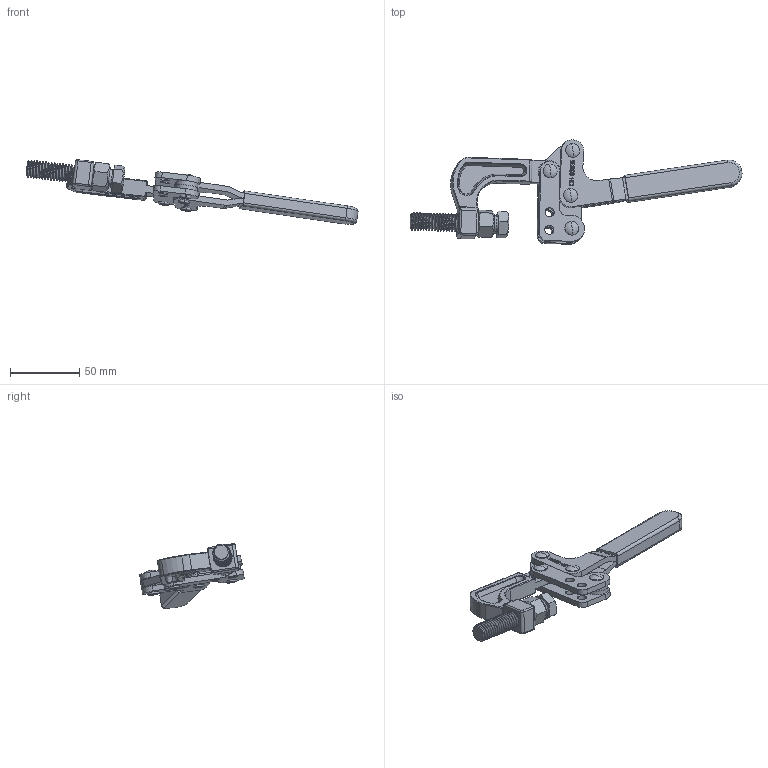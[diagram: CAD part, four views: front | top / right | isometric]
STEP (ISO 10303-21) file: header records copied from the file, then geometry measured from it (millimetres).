
FILE_DESCRIPTION (( 'STEP AP203' ), '1' );
FILE_NAME ('CH-80325.STEP', '2017-12-05T01:47:04', ( 'Windows' ), ( 'Microsoft' ), 'SwSTEP 2.0', 'SolidWorks 2015', '' );
FILE_SCHEMA (( 'CONFIG_CONTROL_DESIGN' ));
Length unit declared in the file: millimetre
Products named in the file (9): 80379-06; CH-80325; 80325-03 HANDLE; 80325-05; 80325-01 STRAIGHT BASE; 80379-02 BAR; 1-2-12X2 1-2; 80379-04 CONNECTING-PLATE; 1-2 NUT
Assembly tree (12 placements, depth 2):
  CH-80325
    80325-01 STRAIGHT BASE
    1-2-12X2 1-2
    1-2 NUT
    80325-03 HANDLE
    80325-05
    80379-02 BAR
    80379-04 CONNECTING-PLATE  x2
    80379-06  x4
Bounding box: 240.35 x 75.69 x 46.75 mm (x, y, z)
Volume: 69175.4 mm3; surface area: 48966.4 mm2
Topology: 14 solids, 14 shells, 846 faces, 2261 edges, 1464 vertices
Faces by surface type: cylinder 283, plane 243, bspline 209, torus 72, cone 39
Entity records: 38614 total; most frequent: CARTESIAN_POINT 19746, ORIENTED_EDGE 4278, DIRECTION 2914, EDGE_CURVE 2139, VERTEX_POINT 1398, VECTOR 986, LINE 986, AXIS2_PLACEMENT_3D 964
